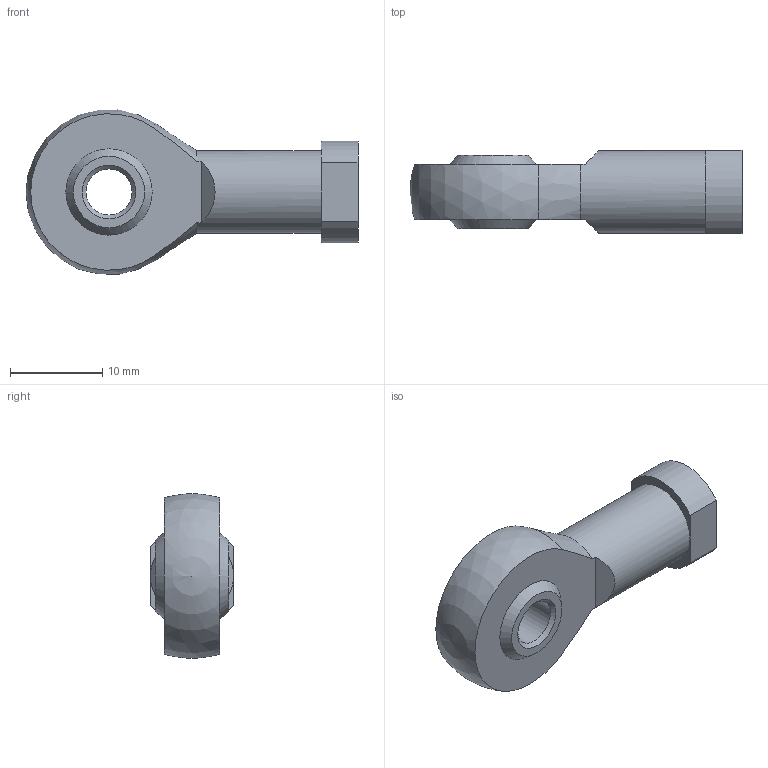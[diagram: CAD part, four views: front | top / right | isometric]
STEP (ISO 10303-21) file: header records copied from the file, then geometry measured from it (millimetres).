
FILE_DESCRIPTION( ( 'STEP AP214' ), '1' );
FILE_NAME( 'K0721.0510.stp', '2020-12-09T13:41:16', ( '' ), ( '' ), ' ', 'PARTsolutions', ' ' );
FILE_SCHEMA( ( 'AUTOMOTIVE_DESIGN { 1 0 10303 214 1 1 1 1 }' ) );
Length unit declared in the file: millimetre
Products named in the file (1): _K0721.0510
Bounding box: 36 x 9 x 17.9 mm (x, y, z)
Volume: 2508.5 mm3; surface area: 1683.7 mm2
Topology: 1 solids, 1 shells, 25 faces, 60 edges, 38 vertices
Faces by surface type: plane 11, cone 6, cylinder 5, sphere 3
Full cylindrical faces by diameter (mm): 4.134 x1, 5 x1, 9 x1
Entity records: 876 total; most frequent: CARTESIAN_POINT 126, DIRECTION 118, ORIENTED_EDGE 90, AXIS2_PLACEMENT_3D 51, EDGE_CURVE 45, EDGE_LOOP 38, VERTEX_POINT 35, FACE_OUTER_BOUND 30
